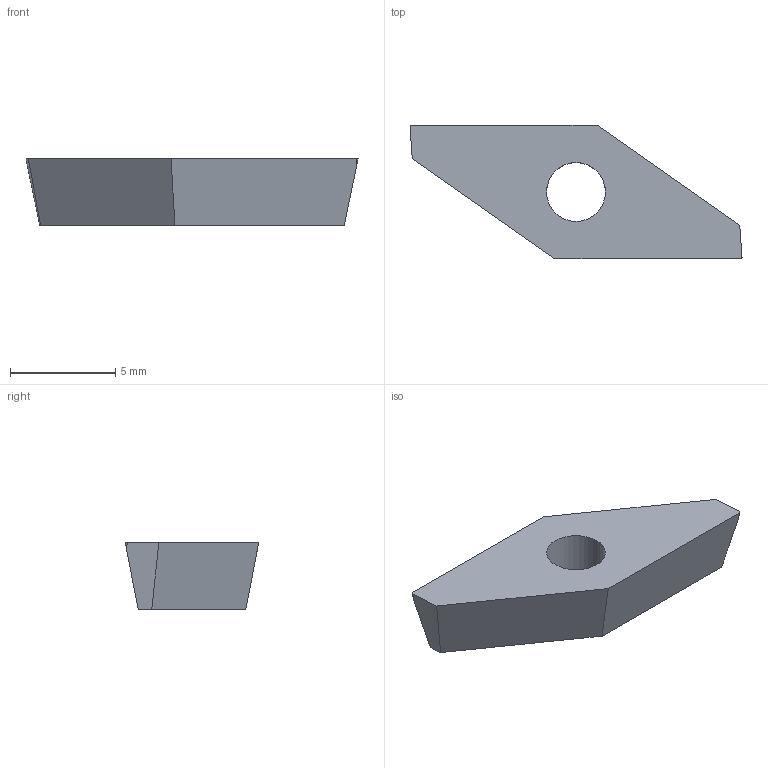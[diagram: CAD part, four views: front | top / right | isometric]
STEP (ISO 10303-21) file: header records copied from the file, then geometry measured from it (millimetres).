
FILE_DESCRIPTION (( 'STEP AP214' ), '1' );
FILE_NAME ('VP.. 1003008 .L.step', '2017-03-30T12:57:39', ( '' ), ( '' ), 'SwSTEP 2.0', 'SolidWorks 2016', '' );
FILE_SCHEMA (( 'AUTOMOTIVE_DESIGN' ));
Length unit declared in the file: millimetre
Products named in the file (2): VP.. 1003008 .L
Bounding box: 15.79 x 6.35 x 3.18 mm (x, y, z)
Volume: 157.5 mm3; surface area: 241.8 mm2
Topology: 1 solids, 1 shells, 13 faces, 35 edges, 21 vertices
Faces by surface type: plane 8, cone 3, cylinder 2
Entity records: 438 total; most frequent: DIRECTION 69, CARTESIAN_POINT 68, ORIENTED_EDGE 64, EDGE_CURVE 32, VECTOR 25, LINE 25, AXIS2_PLACEMENT_3D 22, VERTEX_POINT 21
